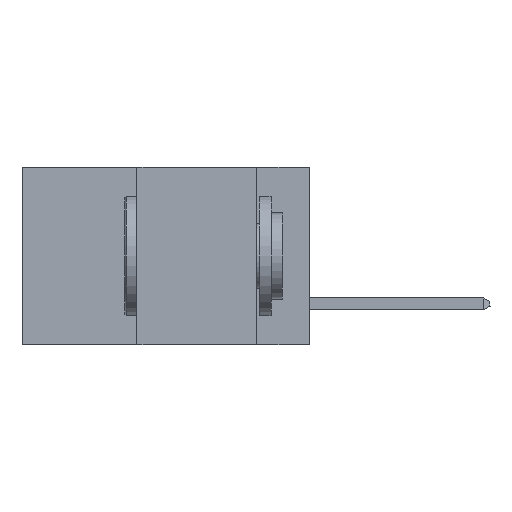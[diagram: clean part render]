
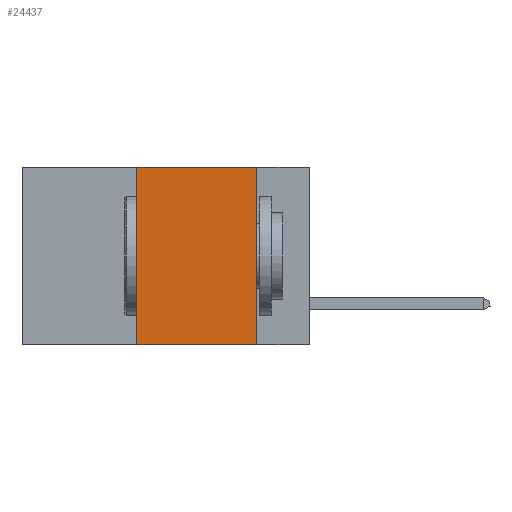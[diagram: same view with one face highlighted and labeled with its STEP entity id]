
A CAD part, left-side view. The second image highlights one B-rep face of the part: STEP entity #24437.
In plain terms, the highlighted planar face has unit normal (-1, 0, 0).
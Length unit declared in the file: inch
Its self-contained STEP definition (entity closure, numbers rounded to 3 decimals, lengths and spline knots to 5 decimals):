
#1023 = DIRECTION ( 'NONE',  ( 0., 0., -1. ) ) ;
#2921 = EDGE_CURVE ( 'NONE', #22487, #13202, #7937, .T. ) ;
#4103 = ORIENTED_EDGE ( 'NONE', *, *, #17430, .F. ) ;
#4400 = ORIENTED_EDGE ( 'NONE', *, *, #15294, .F. ) ;
#5453 = CARTESIAN_POINT ( 'NONE',  ( 0., 0.6, 0. ) ) ;
#5516 = CARTESIAN_POINT ( 'NONE',  ( 0., 0.6, 0. ) ) ;
#7649 = EDGE_CURVE ( 'NONE', #13089, #30646, #38320, .T. ) ;
#7937 = LINE ( 'NONE', #23647, #12789 ) ;
#8565 = PLANE ( 'NONE',  #24487 ) ;
#8882 = FACE_OUTER_BOUND ( 'NONE', #34638, .T. ) ;
#9941 = CARTESIAN_POINT ( 'NONE',  ( 0., 0.11, 0. ) ) ;
#11830 = DIRECTION ( 'NONE',  ( 1., 0., 0. ) ) ;
#11904 = DIRECTION ( 'NONE',  ( 0., -1., 0. ) ) ;
#12789 = VECTOR ( 'NONE', #33257, 39.37008 ) ;
#12862 = LINE ( 'NONE', #9941, #30155 ) ;
#13089 = VERTEX_POINT ( 'NONE', #33416 ) ;
#13202 = VERTEX_POINT ( 'NONE', #33620 ) ;
#15294 = EDGE_CURVE ( 'NONE', #30646, #13202, #12862, .T. ) ;
#16302 = ORIENTED_EDGE ( 'NONE', *, *, #2921, .T. ) ;
#17430 = EDGE_CURVE ( 'NONE', #22487, #13089, #33382, .T. ) ;
#21897 = VECTOR ( 'NONE', #23530, 39.37008 ) ;
#22487 = VERTEX_POINT ( 'NONE', #29804 ) ;
#23530 = DIRECTION ( 'NONE',  ( 0., 0., 1. ) ) ;
#23647 = CARTESIAN_POINT ( 'NONE',  ( 0., 0.6, -0.37 ) ) ;
#24437 = ADVANCED_FACE ( 'NONE', ( #8882 ), #8565, .F. ) ;
#24487 = AXIS2_PLACEMENT_3D ( 'NONE', #5516, #11830, #27000 ) ;
#26012 = ORIENTED_EDGE ( 'NONE', *, *, #7649, .F. ) ;
#27000 = DIRECTION ( 'NONE',  ( 0., 0., -1. ) ) ;
#27332 = VECTOR ( 'NONE', #11904, 39.37008 ) ;
#29804 = CARTESIAN_POINT ( 'NONE',  ( 0., 0.36, -0.37 ) ) ;
#30155 = VECTOR ( 'NONE', #1023, 39.37008 ) ;
#30646 = VERTEX_POINT ( 'NONE', #37773 ) ;
#32993 = CARTESIAN_POINT ( 'NONE',  ( 0., 0.36, 0. ) ) ;
#33257 = DIRECTION ( 'NONE',  ( 0., -1., 0. ) ) ;
#33382 = LINE ( 'NONE', #32993, #21897 ) ;
#33416 = CARTESIAN_POINT ( 'NONE',  ( 0., 0.36, 0. ) ) ;
#33620 = CARTESIAN_POINT ( 'NONE',  ( 0., 0.11, -0.37 ) ) ;
#34638 = EDGE_LOOP ( 'NONE', ( #4400, #26012, #4103, #16302 ) ) ;
#37773 = CARTESIAN_POINT ( 'NONE',  ( 0., 0.11, 0. ) ) ;
#38320 = LINE ( 'NONE', #5453, #27332 ) ;
